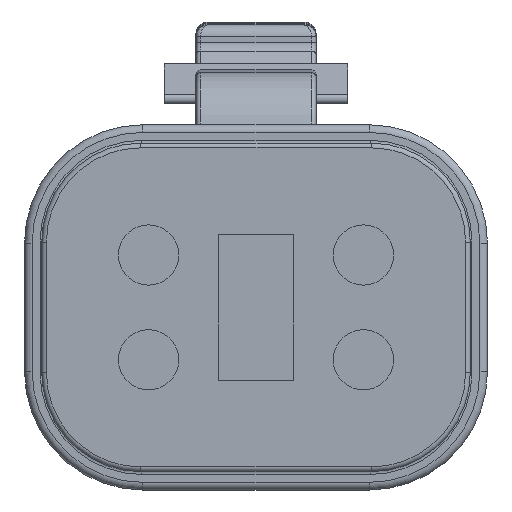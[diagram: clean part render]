
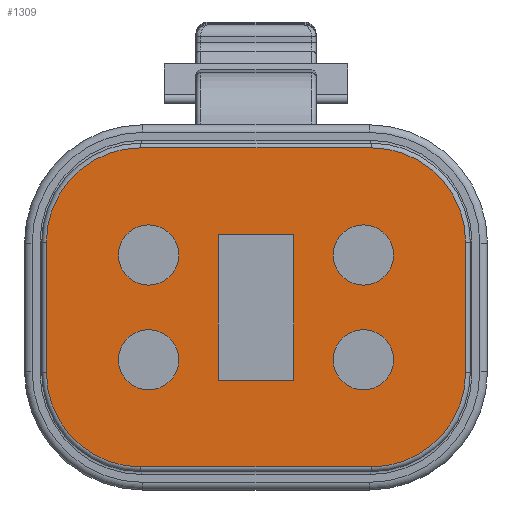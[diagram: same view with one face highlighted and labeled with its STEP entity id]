
A CAD part, front view. The second image highlights one B-rep face of the part: STEP entity #1309.
In plain terms, the highlighted planar face has unit normal (0, -1, 0).
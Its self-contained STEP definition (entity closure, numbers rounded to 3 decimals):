
#1309=ADVANCED_FACE('',(#2843,#2844,#2845,#2846,#2847,#2848),#1438,.F.);
#1438=PLANE('',#8512);
#1795=LINE('',#18142,#2185);
#1798=LINE('',#18148,#2188);
#1800=LINE('',#18152,#2190);
#1802=LINE('',#18156,#2192);
#1803=LINE('',#18158,#2193);
#1804=LINE('',#18163,#2194);
#1805=LINE('',#18167,#2195);
#1806=LINE('',#18171,#2196);
#2185=VECTOR('',#10637,1.);
#2188=VECTOR('',#10642,1.);
#2190=VECTOR('',#10646,1.);
#2192=VECTOR('',#10650,1.);
#2193=VECTOR('',#10653,1.);
#2194=VECTOR('',#10656,1.);
#2195=VECTOR('',#10659,1.);
#2196=VECTOR('',#10662,1.);
#2721=CIRCLE('',#8496,1.28);
#2722=CIRCLE('',#8498,1.28);
#2723=CIRCLE('',#8500,1.28);
#2724=CIRCLE('',#8502,1.28);
#2725=CIRCLE('',#8508,4.);
#2726=CIRCLE('',#8509,4.);
#2727=CIRCLE('',#8510,4.);
#2728=CIRCLE('',#8511,4.);
#2843=FACE_BOUND('',#3348,.T.);
#2844=FACE_BOUND('',#3349,.T.);
#2845=FACE_BOUND('',#3350,.T.);
#2846=FACE_BOUND('',#3351,.T.);
#2847=FACE_BOUND('',#3352,.T.);
#2848=FACE_BOUND('',#3353,.T.);
#3348=EDGE_LOOP('',(#5478,#5479,#5480,#5481,#5482,#5483,#5484,#5485));
#3349=EDGE_LOOP('',(#5486,#5487,#5488,#5489));
#3350=EDGE_LOOP('',(#5490));
#3351=EDGE_LOOP('',(#5491));
#3352=EDGE_LOOP('',(#5492));
#3353=EDGE_LOOP('',(#5493));
#5478=ORIENTED_EDGE('',*,*,#7390,.T.);
#5479=ORIENTED_EDGE('',*,*,#7391,.T.);
#5480=ORIENTED_EDGE('',*,*,#7392,.T.);
#5481=ORIENTED_EDGE('',*,*,#7393,.T.);
#5482=ORIENTED_EDGE('',*,*,#7394,.T.);
#5483=ORIENTED_EDGE('',*,*,#7395,.T.);
#5484=ORIENTED_EDGE('',*,*,#7396,.T.);
#5485=ORIENTED_EDGE('',*,*,#7397,.T.);
#5486=ORIENTED_EDGE('',*,*,#7389,.F.);
#5487=ORIENTED_EDGE('',*,*,#7387,.F.);
#5488=ORIENTED_EDGE('',*,*,#7385,.F.);
#5489=ORIENTED_EDGE('',*,*,#7382,.F.);
#5490=ORIENTED_EDGE('',*,*,#7381,.F.);
#5491=ORIENTED_EDGE('',*,*,#7380,.F.);
#5492=ORIENTED_EDGE('',*,*,#7379,.F.);
#5493=ORIENTED_EDGE('',*,*,#7378,.F.);
#6289=VERTEX_POINT('',#18131);
#6290=VERTEX_POINT('',#18134);
#6291=VERTEX_POINT('',#18137);
#6292=VERTEX_POINT('',#18140);
#6293=VERTEX_POINT('',#18143);
#6294=VERTEX_POINT('',#18144);
#6295=VERTEX_POINT('',#18149);
#6296=VERTEX_POINT('',#18153);
#6297=VERTEX_POINT('',#18159);
#6298=VERTEX_POINT('',#18160);
#6299=VERTEX_POINT('',#18162);
#6300=VERTEX_POINT('',#18164);
#6301=VERTEX_POINT('',#18166);
#6302=VERTEX_POINT('',#18168);
#6303=VERTEX_POINT('',#18170);
#6304=VERTEX_POINT('',#18172);
#7378=EDGE_CURVE('',#6289,#6289,#2721,.T.);
#7379=EDGE_CURVE('',#6290,#6290,#2722,.T.);
#7380=EDGE_CURVE('',#6291,#6291,#2723,.T.);
#7381=EDGE_CURVE('',#6292,#6292,#2724,.T.);
#7382=EDGE_CURVE('',#6293,#6294,#1795,.T.);
#7385=EDGE_CURVE('',#6294,#6295,#1798,.T.);
#7387=EDGE_CURVE('',#6295,#6296,#1800,.T.);
#7389=EDGE_CURVE('',#6296,#6293,#1802,.T.);
#7390=EDGE_CURVE('',#6297,#6298,#1803,.T.);
#7391=EDGE_CURVE('',#6298,#6299,#2725,.T.);
#7392=EDGE_CURVE('',#6299,#6300,#1804,.T.);
#7393=EDGE_CURVE('',#6300,#6301,#2726,.T.);
#7394=EDGE_CURVE('',#6301,#6302,#1805,.T.);
#7395=EDGE_CURVE('',#6302,#6303,#2727,.T.);
#7396=EDGE_CURVE('',#6303,#6304,#1806,.T.);
#7397=EDGE_CURVE('',#6304,#6297,#2728,.T.);
#8496=AXIS2_PLACEMENT_3D('',#18130,#10621,#10622);
#8498=AXIS2_PLACEMENT_3D('',#18133,#10625,#10626);
#8500=AXIS2_PLACEMENT_3D('',#18136,#10629,#10630);
#8502=AXIS2_PLACEMENT_3D('',#18139,#10633,#10634);
#8508=AXIS2_PLACEMENT_3D('',#18161,#10654,#10655);
#8509=AXIS2_PLACEMENT_3D('',#18165,#10657,#10658);
#8510=AXIS2_PLACEMENT_3D('',#18169,#10660,#10661);
#8511=AXIS2_PLACEMENT_3D('',#18173,#10663,#10664);
#8512=AXIS2_PLACEMENT_3D('',#18174,#10665,#10666);
#10621=DIRECTION('',(0.,-1.,0.));
#10622=DIRECTION('',(1.,0.,0.));
#10625=DIRECTION('',(0.,-1.,0.));
#10626=DIRECTION('',(1.,0.,0.));
#10629=DIRECTION('',(0.,-1.,0.));
#10630=DIRECTION('',(1.,0.,0.));
#10633=DIRECTION('',(0.,-1.,0.));
#10634=DIRECTION('',(1.,0.,0.));
#10637=DIRECTION('',(0.,0.,1.));
#10642=DIRECTION('',(-1.,0.,0.));
#10646=DIRECTION('',(0.,0.,-1.));
#10650=DIRECTION('',(1.,0.,0.));
#10653=DIRECTION('',(-1.,0.,0.));
#10654=DIRECTION('',(0.,-1.,0.));
#10655=DIRECTION('',(0.,0.,1.));
#10656=DIRECTION('',(0.,0.,-1.));
#10657=DIRECTION('',(0.,-1.,0.));
#10658=DIRECTION('',(0.,0.,1.));
#10659=DIRECTION('',(1.,0.,0.));
#10660=DIRECTION('',(0.,-1.,0.));
#10661=DIRECTION('',(0.,0.,1.));
#10662=DIRECTION('',(0.,0.,1.));
#10663=DIRECTION('',(0.,-1.,0.));
#10664=DIRECTION('',(0.,0.,1.));
#10665=DIRECTION('',(0.,1.,0.));
#10666=DIRECTION('',(0.,0.,-1.));
#18130=CARTESIAN_POINT('',(4.56,0.,-2.225));
#18131=CARTESIAN_POINT('',(5.84,0.,-2.225));
#18133=CARTESIAN_POINT('',(-4.56,0.,-2.225));
#18134=CARTESIAN_POINT('',(-3.28,0.,-2.225));
#18136=CARTESIAN_POINT('',(-4.56,0.,2.225));
#18137=CARTESIAN_POINT('',(-3.28,0.,2.225));
#18139=CARTESIAN_POINT('',(4.56,0.,2.225));
#18140=CARTESIAN_POINT('',(5.84,0.,2.225));
#18142=CARTESIAN_POINT('',(1.6,0.,-3.1));
#18143=CARTESIAN_POINT('',(1.6,0.,-3.1));
#18144=CARTESIAN_POINT('',(1.6,0.,3.1));
#18148=CARTESIAN_POINT('',(1.6,0.,3.1));
#18149=CARTESIAN_POINT('',(-1.6,0.,3.1));
#18152=CARTESIAN_POINT('',(-1.6,0.,3.1));
#18153=CARTESIAN_POINT('',(-1.6,0.,-3.1));
#18156=CARTESIAN_POINT('',(-1.6,0.,-3.1));
#18158=CARTESIAN_POINT('',(-4.9,0.,6.775));
#18159=CARTESIAN_POINT('',(4.9,0.,6.775));
#18160=CARTESIAN_POINT('',(-4.9,0.,6.775));
#18161=CARTESIAN_POINT('',(-4.9,0.,2.775));
#18162=CARTESIAN_POINT('',(-8.9,0.,2.775));
#18163=CARTESIAN_POINT('',(-8.9,0.,-2.775));
#18164=CARTESIAN_POINT('',(-8.9,0.,-2.775));
#18165=CARTESIAN_POINT('',(-4.9,0.,-2.775));
#18166=CARTESIAN_POINT('',(-4.9,0.,-6.775));
#18167=CARTESIAN_POINT('',(4.9,0.,-6.775));
#18168=CARTESIAN_POINT('',(4.9,0.,-6.775));
#18169=CARTESIAN_POINT('',(4.9,0.,-2.775));
#18170=CARTESIAN_POINT('',(8.9,0.,-2.775));
#18171=CARTESIAN_POINT('',(8.9,0.,2.775));
#18172=CARTESIAN_POINT('',(8.9,0.,2.775));
#18173=CARTESIAN_POINT('',(4.9,0.,2.775));
#18174=CARTESIAN_POINT('',(4.9,0.,2.775));
